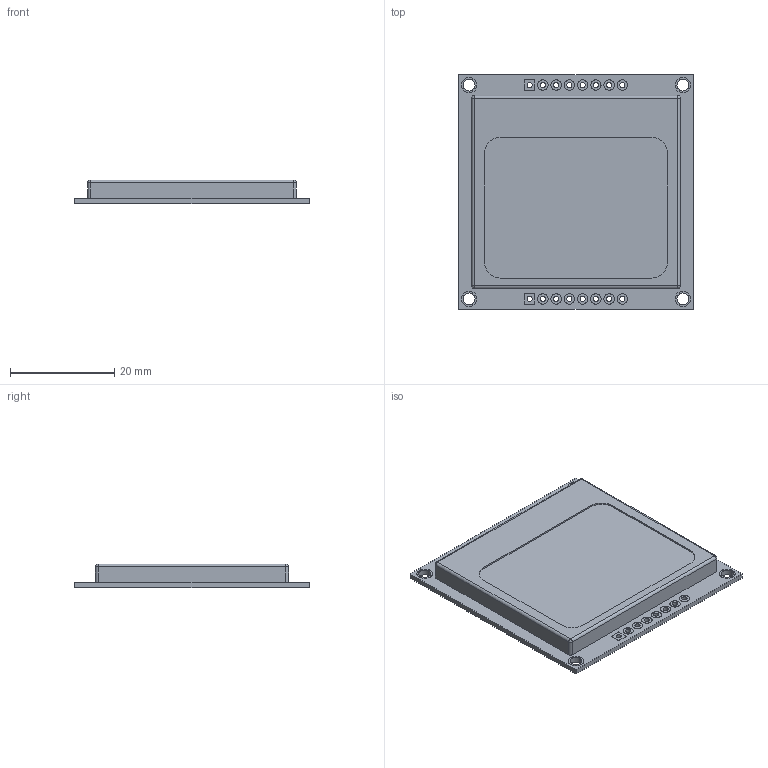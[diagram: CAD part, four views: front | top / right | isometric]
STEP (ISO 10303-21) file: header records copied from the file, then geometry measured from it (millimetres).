
FILE_DESCRIPTION (( 'STEP AP214' ), '1' );
FILE_NAME ('Nokia 5110.STEP', '2019-02-26T06:38:04', ( '' ), ( '' ), 'SwSTEP 2.0', 'SolidWorks 2019', '' );
FILE_SCHEMA (( 'AUTOMOTIVE_DESIGN' ));
Length unit declared in the file: millimetre
Products named in the file (3): 櫻蠉錪2; 櫻蠉錪1; Nokia 5110
Assembly tree (2 placements, depth 2):
  Nokia 5110
    櫻蠉錪1
    櫻蠉錪2
Bounding box: 45 x 45 x 4.55 mm (x, y, z)
Volume: 6890.8 mm3; surface area: 7771.1 mm2
Topology: 2 solids, 2 shells, 201 faces, 460 edges, 300 vertices
Faces by surface type: cylinder 124, plane 73, sphere 4
Entity records: 7791 total; most frequent: DIRECTION 1116, CARTESIAN_POINT 962, ORIENTED_EDGE 912, EDGE_CURVE 456, AXIS2_PLACEMENT_3D 454, VERTEX_POINT 300, EDGE_LOOP 282, CIRCLE 248
